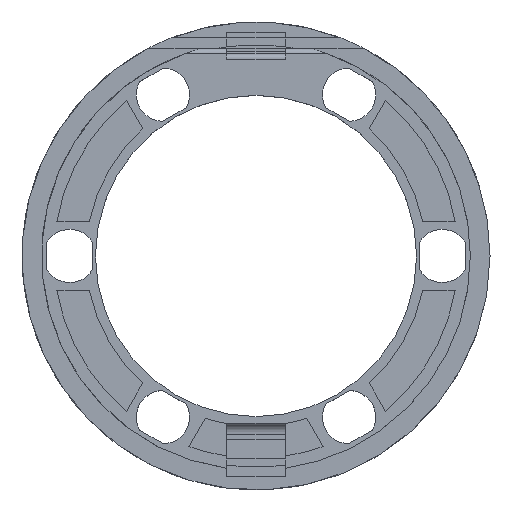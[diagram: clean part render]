
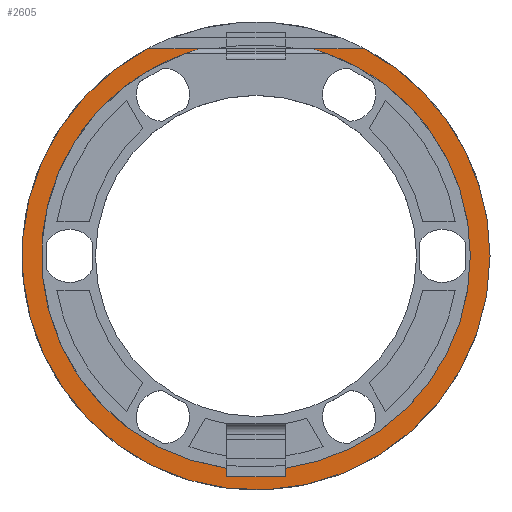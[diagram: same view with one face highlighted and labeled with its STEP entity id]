
A CAD part, top view. The second image highlights one B-rep face of the part: STEP entity #2605.
In plain terms, the highlighted planar face has unit normal (0, 0, 1).
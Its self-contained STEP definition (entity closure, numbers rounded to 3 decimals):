
#633 = VERTEX_POINT('',#634);
#634 = CARTESIAN_POINT('',(2.75,-19.659,5.5));
#813 = VERTEX_POINT('',#814);
#814 = CARTESIAN_POINT('',(-2.75,-19.659,5.5));
#2249 = VERTEX_POINT('',#2250);
#2250 = CARTESIAN_POINT('',(19.85,0.,5.5));
#2256 = EDGE_CURVE('',#2249,#633,#2257,.T.);
#2257 = CIRCLE('',#2258,19.85);
#2258 = AXIS2_PLACEMENT_3D('',#2259,#2260,#2261);
#2259 = CARTESIAN_POINT('',(0.,0.,5.5));
#2260 = DIRECTION('',(0.,0.,-1.));
#2261 = DIRECTION('',(1.,0.,0.));
#2372 = EDGE_CURVE('',#813,#2373,#2375,.T.);
#2373 = VERTEX_POINT('',#2374);
#2374 = CARTESIAN_POINT('',(-3.711,19.5,5.5));
#2375 = CIRCLE('',#2376,19.85);
#2376 = AXIS2_PLACEMENT_3D('',#2377,#2378,#2379);
#2377 = CARTESIAN_POINT('',(0.,0.,5.5));
#2378 = DIRECTION('',(0.,0.,-1.));
#2379 = DIRECTION('',(1.,0.,0.));
#2465 = VERTEX_POINT('',#2466);
#2466 = CARTESIAN_POINT('',(3.711,19.5,5.5));
#2487 = EDGE_CURVE('',#2465,#2249,#2488,.T.);
#2488 = CIRCLE('',#2489,19.85);
#2489 = AXIS2_PLACEMENT_3D('',#2490,#2491,#2492);
#2490 = CARTESIAN_POINT('',(0.,0.,5.5));
#2491 = DIRECTION('',(0.,0.,-1.));
#2492 = DIRECTION('',(1.,0.,0.));
#2605 = ADVANCED_FACE('',(#2606),#2665,.F.);
#2606 = FACE_BOUND('',#2607,.T.);
#2607 = EDGE_LOOP('',(#2608,#2616,#2617,#2618,#2626,#2634,#2640,#2641,
    #2649,#2658));
#2608 = ORIENTED_EDGE('',*,*,#2609,.T.);
#2609 = EDGE_CURVE('',#2610,#2465,#2612,.T.);
#2610 = VERTEX_POINT('',#2611);
#2611 = CARTESIAN_POINT('',(10.186,19.5,5.5));
#2612 = LINE('',#2613,#2614);
#2613 = CARTESIAN_POINT('',(63.027,19.5,5.5));
#2614 = VECTOR('',#2615,1.);
#2615 = DIRECTION('',(-1.,0.,0.));
#2616 = ORIENTED_EDGE('',*,*,#2487,.T.);
#2617 = ORIENTED_EDGE('',*,*,#2256,.T.);
#2618 = ORIENTED_EDGE('',*,*,#2619,.F.);
#2619 = EDGE_CURVE('',#2620,#633,#2622,.T.);
#2620 = VERTEX_POINT('',#2621);
#2621 = CARTESIAN_POINT('',(2.75,-20.75,5.5));
#2622 = LINE('',#2623,#2624);
#2623 = CARTESIAN_POINT('',(2.75,-20.75,5.5));
#2624 = VECTOR('',#2625,1.);
#2625 = DIRECTION('',(0.,1.,0.));
#2626 = ORIENTED_EDGE('',*,*,#2627,.T.);
#2627 = EDGE_CURVE('',#2620,#2628,#2630,.T.);
#2628 = VERTEX_POINT('',#2629);
#2629 = CARTESIAN_POINT('',(-2.75,-20.75,5.5));
#2630 = LINE('',#2631,#2632);
#2631 = CARTESIAN_POINT('',(2.75,-20.75,5.5));
#2632 = VECTOR('',#2633,1.);
#2633 = DIRECTION('',(-1.,-0.,0.));
#2634 = ORIENTED_EDGE('',*,*,#2635,.T.);
#2635 = EDGE_CURVE('',#2628,#813,#2636,.T.);
#2636 = LINE('',#2637,#2638);
#2637 = CARTESIAN_POINT('',(-2.75,-20.75,5.5));
#2638 = VECTOR('',#2639,1.);
#2639 = DIRECTION('',(0.,1.,0.));
#2640 = ORIENTED_EDGE('',*,*,#2372,.T.);
#2641 = ORIENTED_EDGE('',*,*,#2642,.T.);
#2642 = EDGE_CURVE('',#2373,#2643,#2645,.T.);
#2643 = VERTEX_POINT('',#2644);
#2644 = CARTESIAN_POINT('',(-10.186,19.5,5.5));
#2645 = LINE('',#2646,#2647);
#2646 = CARTESIAN_POINT('',(63.027,19.5,5.5));
#2647 = VECTOR('',#2648,1.);
#2648 = DIRECTION('',(-1.,0.,0.));
#2649 = ORIENTED_EDGE('',*,*,#2650,.F.);
#2650 = EDGE_CURVE('',#2651,#2643,#2653,.T.);
#2651 = VERTEX_POINT('',#2652);
#2652 = CARTESIAN_POINT('',(22.,0.,5.5));
#2653 = CIRCLE('',#2654,22.);
#2654 = AXIS2_PLACEMENT_3D('',#2655,#2656,#2657);
#2655 = CARTESIAN_POINT('',(0.,0.,5.5));
#2656 = DIRECTION('',(0.,0.,-1.));
#2657 = DIRECTION('',(1.,0.,0.));
#2658 = ORIENTED_EDGE('',*,*,#2659,.F.);
#2659 = EDGE_CURVE('',#2610,#2651,#2660,.T.);
#2660 = CIRCLE('',#2661,22.);
#2661 = AXIS2_PLACEMENT_3D('',#2662,#2663,#2664);
#2662 = CARTESIAN_POINT('',(0.,0.,5.5));
#2663 = DIRECTION('',(0.,0.,-1.));
#2664 = DIRECTION('',(1.,0.,0.));
#2665 = PLANE('',#2666);
#2666 = AXIS2_PLACEMENT_3D('',#2667,#2668,#2669);
#2667 = CARTESIAN_POINT('',(0.,0.,5.5));
#2668 = DIRECTION('',(0.,0.,-1.));
#2669 = DIRECTION('',(1.,0.,0.));
